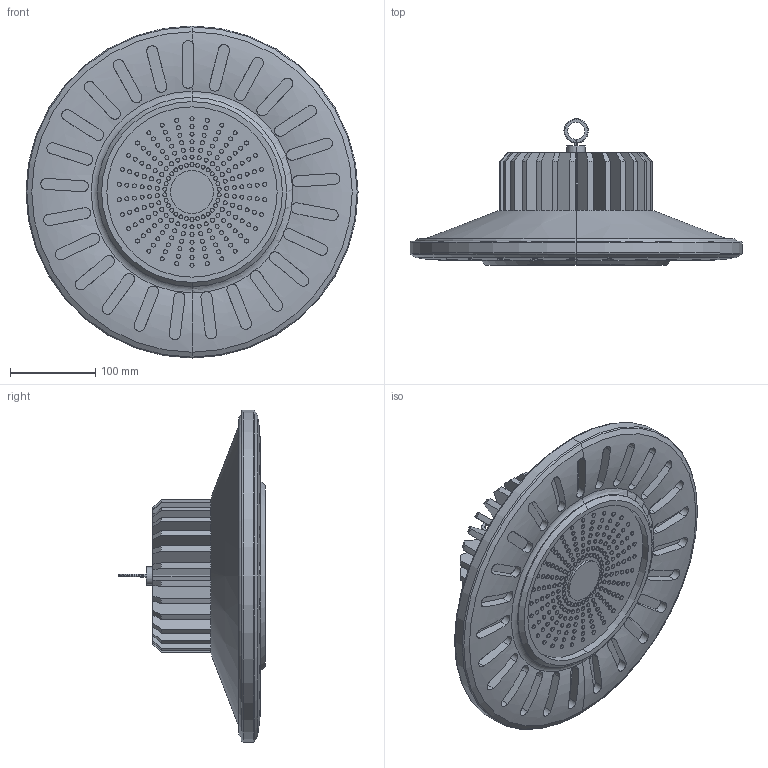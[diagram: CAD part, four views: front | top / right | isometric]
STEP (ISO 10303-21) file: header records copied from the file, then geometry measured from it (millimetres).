
FILE_DESCRIPTION (( 'STEP AP214' ), '1' );
FILE_NAME ('LODESTAR LED 100 D60 4000K Prof.STEP', '2018-07-24T10:11:33', ( '' ), ( '' ), 'SwSTEP 2.0', 'SolidWorks 2013', '' );
FILE_SCHEMA (( 'AUTOMOTIVE_DESIGN' ));
Length unit declared in the file: millimetre
Products named in the file (1): LODESTAR LED 100 D60 4000K Prof
Bounding box: 390 x 172 x 390 mm (x, y, z)
Volume: 4974435.3 mm3; surface area: 646144.9 mm2
Topology: 1 solids, 1 shells, 1021 faces, 2282 edges, 1497 vertices
Faces by surface type: cylinder 595, plane 377, cone 33, torus 16
Entity records: 30938 total; most frequent: CARTESIAN_POINT 7191, DIRECTION 5369, ORIENTED_EDGE 4564, EDGE_CURVE 2282, AXIS2_PLACEMENT_3D 2210, VERTEX_POINT 1497, EDGE_LOOP 1257, CIRCLE 1188
